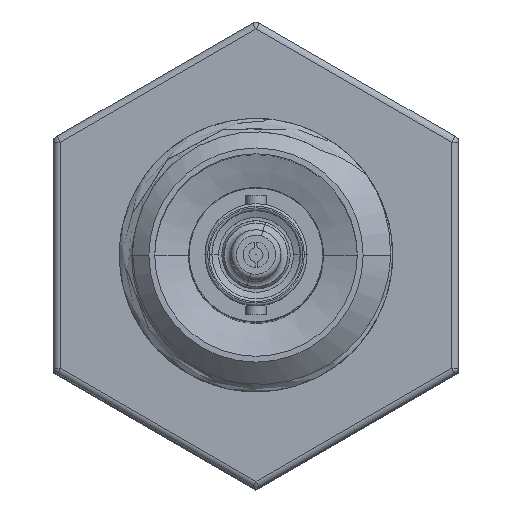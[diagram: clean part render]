
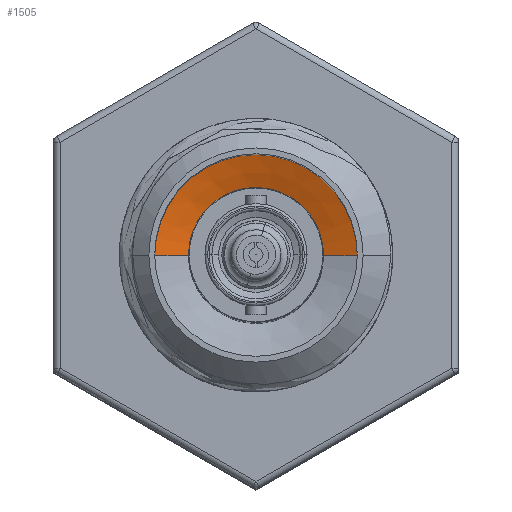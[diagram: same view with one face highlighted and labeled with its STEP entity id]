
A CAD part, top view. The second image highlights one B-rep face of the part: STEP entity #1505.
In plain terms, the highlighted conical face has half-angle 70 degrees and reference radius 2747.48 mm.
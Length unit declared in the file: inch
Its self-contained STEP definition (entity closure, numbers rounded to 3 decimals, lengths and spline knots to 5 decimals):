
#1505 = ADVANCED_FACE ( 'NONE', ( #14530 ), #14536, .F. ) ;
#1662 = EDGE_CURVE ( 'NONE', #3043, #2931, #15349, .T. ) ;
#1664 = EDGE_CURVE ( 'NONE', #2960, #2947, #15353, .T. ) ;
#2101 = ORIENTED_EDGE ( 'NONE', *, *, #1662, .F. ) ;
#2102 = ORIENTED_EDGE ( 'NONE', *, *, #5552, .F. ) ;
#2103 = ORIENTED_EDGE ( 'NONE', *, *, #3057, .F. ) ;
#2104 = ORIENTED_EDGE ( 'NONE', *, *, #1664, .T. ) ;
#2105 = ORIENTED_EDGE ( 'NONE', *, *, #3055, .T. ) ;
#2931 = VERTEX_POINT ( 'NONE', #11059 ) ;
#2947 = VERTEX_POINT ( 'NONE', #11075 ) ;
#2960 = VERTEX_POINT ( 'NONE', #11088 ) ;
#3043 = VERTEX_POINT ( 'NONE', #11196 ) ;
#3055 = EDGE_CURVE ( 'NONE', #2947, #2931, #10081, .T. ) ;
#3057 = EDGE_CURVE ( 'NONE', #2960, #3109, #10068, .T. ) ;
#3109 = VERTEX_POINT ( 'NONE', #11326 ) ;
#4345 = EDGE_LOOP ( 'NONE', ( #2101, #2102, #2103, #2104, #2105 ) ) ;
#5448 = DIRECTION ( 'NONE',  ( 0.94, 0., 0.342 ) ) ;
#5452 = DIRECTION ( 'NONE',  ( -0.94, 0., 0.342 ) ) ;
#5468 = CARTESIAN_POINT ( 'NONE',  ( 0., 0., 0.30351 ) ) ;
#5472 = CARTESIAN_POINT ( 'NONE',  ( 0., 0., 0.30351 ) ) ;
#5552 = EDGE_CURVE ( 'NONE', #3109, #3043, #12131, .T. ) ;
#9304 = AXIS2_PLACEMENT_3D ( 'NONE', #11218, #11219, #11220 ) ;
#9305 = AXIS2_PLACEMENT_3D ( 'NONE', #11223, #11224, #11225 ) ;
#9381 = AXIS2_PLACEMENT_3D ( 'NONE', #11607, #11608, #11609 ) ;
#10068 = CIRCLE ( 'NONE', #9305, 0.25 ) ;
#10081 = CIRCLE ( 'NONE', #9304, 0.375 ) ;
#11059 = CARTESIAN_POINT ( 'NONE',  ( -0.375, 0., 0.44 ) ) ;
#11075 = CARTESIAN_POINT ( 'NONE',  ( 0.375, 0., 0.44 ) ) ;
#11088 = CARTESIAN_POINT ( 'NONE',  ( 0.25, 0., 0.3945 ) ) ;
#11196 = CARTESIAN_POINT ( 'NONE',  ( -0.25, 0., 0.3945 ) ) ;
#11218 = CARTESIAN_POINT ( 'NONE',  ( 0., 0., 0.44 ) ) ;
#11219 = DIRECTION ( 'NONE',  ( 0., 0., 1. ) ) ;
#11220 = DIRECTION ( 'NONE',  ( 1., 0., 0. ) ) ;
#11223 = CARTESIAN_POINT ( 'NONE',  ( 0., 0., 0.3945 ) ) ;
#11224 = DIRECTION ( 'NONE',  ( 0., 0., 1. ) ) ;
#11225 = DIRECTION ( 'NONE',  ( 1., 0., 0. ) ) ;
#11326 = CARTESIAN_POINT ( 'NONE',  ( 0.09086, 0.23291, 0.3945 ) ) ;
#11607 = CARTESIAN_POINT ( 'NONE',  ( 0., 0., 0.3945 ) ) ;
#11608 = DIRECTION ( 'NONE',  ( 0., 0., 1. ) ) ;
#11609 = DIRECTION ( 'NONE',  ( 1., 0., 0. ) ) ;
#12131 = CIRCLE ( 'NONE', #9381, 0.25 ) ;
#13999 = AXIS2_PLACEMENT_3D ( 'NONE', #14853, #14851, #14843 ) ;
#14530 = FACE_OUTER_BOUND ( 'NONE', #4345, .T. ) ;
#14536 = CONICAL_SURFACE ( 'NONE', #13999, 108.1684, 1.222 ) ;
#14843 = DIRECTION ( 'NONE',  ( 1., 0., 0. ) ) ;
#14851 = DIRECTION ( 'NONE',  ( 0., 0., 1. ) ) ;
#14853 = CARTESIAN_POINT ( 'NONE',  ( 0., 0., 39.67359 ) ) ;
#15349 = LINE ( 'NONE', #5468, #15352 ) ;
#15352 = VECTOR ( 'NONE', #5452, 39.37008 ) ;
#15353 = LINE ( 'NONE', #5472, #15355 ) ;
#15355 = VECTOR ( 'NONE', #5448, 39.37008 ) ;
